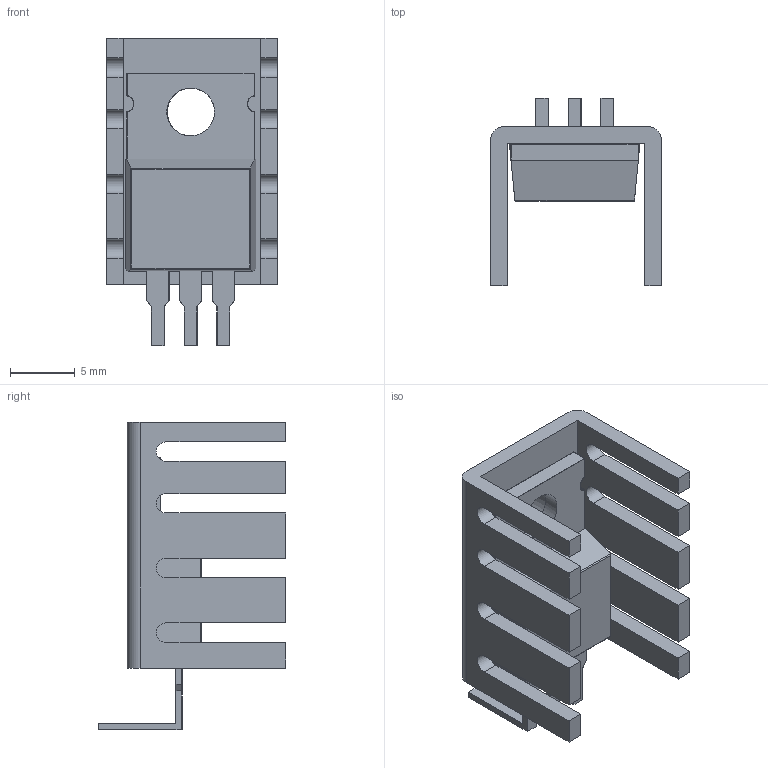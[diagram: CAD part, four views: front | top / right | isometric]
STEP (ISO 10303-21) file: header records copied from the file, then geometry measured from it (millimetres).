
FILE_DESCRIPTION(('FreeCAD Model'),'2;1');
FILE_NAME('TO-220-3-H-D.STEP','2016-11-02T12:09:37',('Author'),( ''),'Open CASCADE STEP processor 6.8','FreeCAD','Unknown');
FILE_SCHEMA(('AUTOMOTIVE_DESIGN_CC2 { 1 2 10303 214 -1 1 5 4 }'));
Length unit declared in the file: millimetre
Products named in the file (7): ASSEMBLY; Fillet; Fusion001; pata3; Fusion002; pin3; Cut006
Assembly tree (6 placements, depth 2):
  ASSEMBLY
    Fillet
    Fusion001
    pata3
    Fusion002
    pin3
    Cut006
Bounding box: 13.21 x 14.5 x 23.8 mm (x, y, z)
Volume: 1125.1 mm3; surface area: 2007.6 mm2
Topology: 6 solids, 6 shells, 254 faces, 590 edges, 348 vertices
Faces by surface type: bspline 160, plane 74, cylinder 20
Full cylindrical faces by diameter (mm): 3.7 x1, 3.81 x1
Entity records: 22401 total; most frequent: CARTESIAN_POINT 12865, B_SPLINE_CURVE_WITH_KNOTS 1194, ORIENTED_EDGE 1180, PCURVE 1180, DEFINITIONAL_REPRESENTATION 1180, DIRECTION 620, EDGE_CURVE 590, SURFACE_CURVE 588
